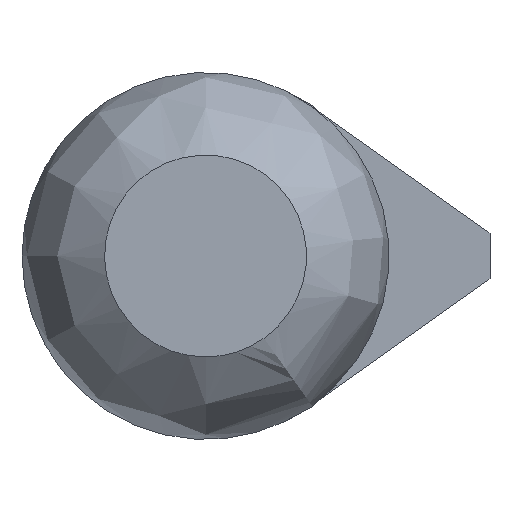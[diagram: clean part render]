
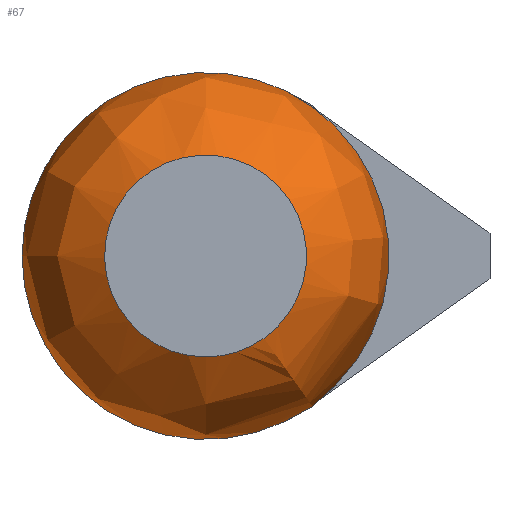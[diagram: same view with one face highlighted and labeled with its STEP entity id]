
A CAD part, front view. The second image highlights one B-rep face of the part: STEP entity #67.
In plain terms, the highlighted free-form (B-spline) face has degree [3, 3] with [4, 7] control points.
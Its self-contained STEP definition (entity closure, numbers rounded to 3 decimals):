
#67 = ADVANCED_FACE( '', ( #140, #141 ), #142, .T. );
#140 = FACE_OUTER_BOUND( '', #219, .T. );
#141 = FACE_OUTER_BOUND( '', #220, .T. );
#142 = ( BOUNDED_SURFACE(  )B_SPLINE_SURFACE( 3, 3, ( ( #223, #224, #225, #226, #227, #228, #229 ), ( #230, #231, #232, #233, #234, #235, #236 ), ( #237, #238, #239, #240, #241, #242, #243 ), ( #244, #245, #246, #247, #248, #249, #250 ) ), .UNSPECIFIED., .F., .T., .F. )B_SPLINE_SURFACE_WITH_KNOTS( ( 4, 4 ), ( 4, 3, 4 ), ( 0., 6.283 ), ( -0.134, 0.54, 1.215 ), .UNSPECIFIED. )GEOMETRIC_REPRESENTATION_ITEM(  )RATIONAL_B_SPLINE_SURFACE( ( ( 1., 0.333, 0.333, 1., 0.333, 0.333, 1. ), ( 0.854, 0.285, 0.285, 0.854, 0.285, 0.285, 0.854 ), ( 0.854, 0.285, 0.285, 0.854, 0.285, 0.285, 0.854 ), ( 1., 0.333, 0.333, 1., 0.333, 0.333, 1. ) ) )REPRESENTATION_ITEM( '' )SURFACE(  ) );
#219 = EDGE_LOOP( '', ( #403, #404 ) );
#220 = EDGE_LOOP( '', ( #405 ) );
#223 = CARTESIAN_POINT( '', ( 0., -88.5, -5.5 ) );
#224 = CARTESIAN_POINT( '', ( 11., -88.5, -5.5 ) );
#225 = CARTESIAN_POINT( '', ( 11., -88.5, 5.5 ) );
#226 = CARTESIAN_POINT( '', ( 0., -88.5, 5.5 ) );
#227 = CARTESIAN_POINT( '', ( -11., -88.5, 5.5 ) );
#228 = CARTESIAN_POINT( '', ( -11., -88.5, -5.5 ) );
#229 = CARTESIAN_POINT( '', ( 0., -88.5, -5.5 ) );
#230 = CARTESIAN_POINT( '', ( 0., -87.311, -8.701 ) );
#231 = CARTESIAN_POINT( '', ( 17.402, -87.311, -8.701 ) );
#232 = CARTESIAN_POINT( '', ( 17.402, -87.311, 8.701 ) );
#233 = CARTESIAN_POINT( '', ( 0., -87.311, 8.701 ) );
#234 = CARTESIAN_POINT( '', ( -17.402, -87.311, 8.701 ) );
#235 = CARTESIAN_POINT( '', ( -17.402, -87.311, -8.701 ) );
#236 = CARTESIAN_POINT( '', ( 0., -87.311, -8.701 ) );
#237 = CARTESIAN_POINT( '', ( 0., -84.384, -10.457 ) );
#238 = CARTESIAN_POINT( '', ( 20.915, -84.384, -10.457 ) );
#239 = CARTESIAN_POINT( '', ( 20.915, -84.384, 10.457 ) );
#240 = CARTESIAN_POINT( '', ( 0., -84.384, 10.457 ) );
#241 = CARTESIAN_POINT( '', ( -20.915, -84.384, 10.457 ) );
#242 = CARTESIAN_POINT( '', ( -20.915, -84.384, -10.457 ) );
#243 = CARTESIAN_POINT( '', ( 0., -84.384, -10.457 ) );
#244 = CARTESIAN_POINT( '', ( 0., -81., -10. ) );
#245 = CARTESIAN_POINT( '', ( 20., -81., -10. ) );
#246 = CARTESIAN_POINT( '', ( 20., -81., 10. ) );
#247 = CARTESIAN_POINT( '', ( 0., -81., 10. ) );
#248 = CARTESIAN_POINT( '', ( -20., -81., 10. ) );
#249 = CARTESIAN_POINT( '', ( -20., -81., -10. ) );
#250 = CARTESIAN_POINT( '', ( 0., -81., -10. ) );
#403 = ORIENTED_EDGE( '', *, *, #503, .F. );
#404 = ORIENTED_EDGE( '', *, *, #471, .F. );
#405 = ORIENTED_EDGE( '', *, *, #508, .F. );
#471 = EDGE_CURVE( '', #527, #529, #530, .T. );
#503 = EDGE_CURVE( '', #529, #527, #577, .T. );
#508 = EDGE_CURVE( '', #583, #583, #584, .T. );
#527 = VERTEX_POINT( '', #604 );
#529 = VERTEX_POINT( '', #607 );
#530 = CIRCLE( '', #608, 10. );
#577 = CIRCLE( '', #670, 10. );
#583 = VERTEX_POINT( '', #677 );
#584 = CIRCLE( '', #678, 5.5 );
#604 = CARTESIAN_POINT( '', ( 5.794, -81., -8.15 ) );
#607 = CARTESIAN_POINT( '', ( 5.794, -81., 8.15 ) );
#608 = AXIS2_PLACEMENT_3D( '', #701, #702, #703 );
#670 = AXIS2_PLACEMENT_3D( '', #737, #738, #739 );
#677 = CARTESIAN_POINT( '', ( 0., -88.5, -5.5 ) );
#678 = AXIS2_PLACEMENT_3D( '', #744, #745, #746 );
#701 = CARTESIAN_POINT( '', ( 0., -81., 0. ) );
#702 = DIRECTION( '', ( 0., 1., 0. ) );
#703 = DIRECTION( '', ( 1., 0., 0. ) );
#737 = CARTESIAN_POINT( '', ( 0., -81., 0. ) );
#738 = DIRECTION( '', ( 0., 1., 0. ) );
#739 = DIRECTION( '', ( 0., 0., 1. ) );
#744 = CARTESIAN_POINT( '', ( 0., -88.5, 0. ) );
#745 = DIRECTION( '', ( 0., -1., 0. ) );
#746 = DIRECTION( '', ( 0., 0., -1. ) );
